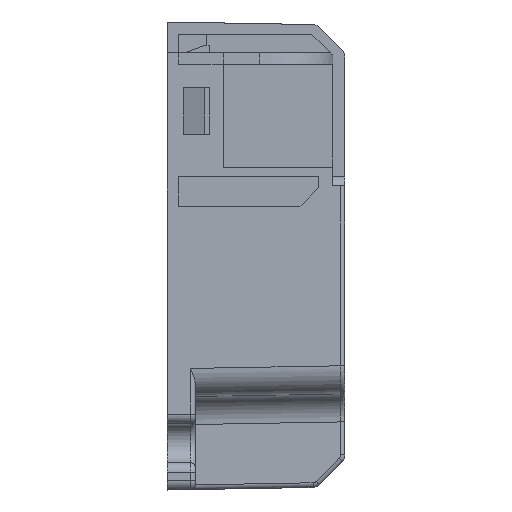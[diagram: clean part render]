
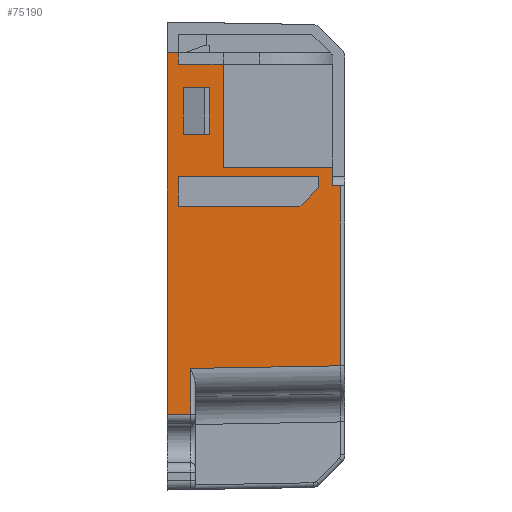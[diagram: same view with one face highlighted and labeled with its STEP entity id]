
A CAD part, left-side view. The second image highlights one B-rep face of the part: STEP entity #75190.
In plain terms, the highlighted face is planar.
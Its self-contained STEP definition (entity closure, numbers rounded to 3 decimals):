
#40010=CARTESIAN_POINT('',(-39.7,0.,-21.7));
#40020=VERTEX_POINT('',#40010);
#40050=CARTESIAN_POINT('',(-39.7,0.,16.9));
#40060=DIRECTION('',(0.,0.,-1.));
#40070=VECTOR('',#40060,1.);
#40080=LINE('',#40050,#40070);
#40090=CARTESIAN_POINT('',(-39.7,0.,16.9));
#40100=VERTEX_POINT('',#40090);
#40110=EDGE_CURVE('',#40100,#40020,#40080,.T.);
#71640=CARTESIAN_POINT('',(-39.656,2.509,
16.9));
#71650=VERTEX_POINT('',#71640);
#73540=CARTESIAN_POINT('',(-39.656,2.509,
16.9));
#73550=DIRECTION('',(-0.017,-1.,0.));
#73560=VECTOR('',#73550,1.);
#73570=LINE('',#73540,#73560);
#73580=EDGE_CURVE('',#71650,#40100,#73570,.T.);
#73640=CARTESIAN_POINT('',(-39.7,0.,-27.205));
#73650=DIRECTION('',(-1.,0.017,0.));
#73660=DIRECTION('',(0.,0.,1.));
#73670=AXIS2_PLACEMENT_3D('',#73640,#73650,#73660);
#73680=PLANE('',#73670);
#73690=CARTESIAN_POINT('',(-39.679,1.2,-20.5));
#73700=DIRECTION('',(0.017,1.,0.));
#73710=VECTOR('',#73700,1.);
#73720=LINE('',#73690,#73710);
#73730=CARTESIAN_POINT('',(-39.679,1.2,-20.5));
#73740=VERTEX_POINT('',#73730);
#73750=CARTESIAN_POINT('',(-39.595,6.,-20.5));
#73760=VERTEX_POINT('',#73750);
#73770=EDGE_CURVE('',#73740,#73760,#73720,.T.);
#73780=ORIENTED_EDGE('',*,*,#73770,.F.);
#73790=CARTESIAN_POINT('',(-39.595,6.,-20.5));
#73800=DIRECTION('',(0.,0.,1.));
#73810=VECTOR('',#73800,1.);
#73820=LINE('',#73790,#73810);
#73830=CARTESIAN_POINT('',(-39.595,6.,-9.5));
#73840=VERTEX_POINT('',#73830);
#73850=EDGE_CURVE('',#73760,#73840,#73820,.T.);
#73860=ORIENTED_EDGE('',*,*,#73850,.F.);
#73870=CARTESIAN_POINT('',(-39.595,6.,-9.5));
#73880=DIRECTION('',(0.017,1.,0.));
#73890=VECTOR('',#73880,1.);
#73900=LINE('',#73870,#73890);
#73910=CARTESIAN_POINT('',(-39.391,17.7,-9.5));
#73920=VERTEX_POINT('',#73910);
#73930=EDGE_CURVE('',#73840,#73920,#73900,.T.);
#73940=ORIENTED_EDGE('',*,*,#73930,.F.);
#73950=CARTESIAN_POINT('',(-39.391,17.7,-9.5));
#73960=DIRECTION('',(0.,0.,1.));
#73970=VECTOR('',#73960,1.);
#73980=LINE('',#73950,#73970);
#73990=CARTESIAN_POINT('',(-39.391,17.7,-7.5));
#74000=VERTEX_POINT('',#73990);
#74010=EDGE_CURVE('',#73920,#74000,#73980,.T.);
#74020=ORIENTED_EDGE('',*,*,#74010,.F.);
#74030=CARTESIAN_POINT('',(-39.377,18.509,-7.5));
#74040=DIRECTION('',(-0.017,-1.,0.));
#74050=VECTOR('',#74040,1.);
#74060=LINE('',#74030,#74050);
#74070=CARTESIAN_POINT('',(-39.377,18.509,-7.5));
#74080=VERTEX_POINT('',#74070);
#74090=EDGE_CURVE('',#74080,#74000,#74060,.T.);
#74100=ORIENTED_EDGE('',*,*,#74090,.T.);
#74110=CARTESIAN_POINT('',(-39.377,18.509,-7.5));
#74120=DIRECTION('',(0.,0.,1.));
#74130=VECTOR('',#74120,1.);
#74140=LINE('',#74110,#74130);
#74150=CARTESIAN_POINT('',(-39.377,18.509,
11.73));
#74160=VERTEX_POINT('',#74150);
#74170=EDGE_CURVE('',#74080,#74160,#74140,.T.);
#74180=ORIENTED_EDGE('',*,*,#74170,.F.);
#74190=CARTESIAN_POINT('',(-39.656,2.509,
12.009));
#74200=DIRECTION('',(0.017,1.,
-0.017));
#74210=VECTOR('',#74200,1.);
#74220=LINE('',#74190,#74210);
#74230=CARTESIAN_POINT('',(-39.656,2.509,
12.009));
#74240=VERTEX_POINT('',#74230);
#74250=EDGE_CURVE('',#74240,#74160,#74220,.T.);
#74260=ORIENTED_EDGE('',*,*,#74250,.T.);
#74270=CARTESIAN_POINT('',(-39.656,2.509,
12.009));
#74280=DIRECTION('',(0.,0.,1.));
#74290=VECTOR('',#74280,1.);
#74300=LINE('',#74270,#74290);
#74310=EDGE_CURVE('',#74240,#71650,#74300,.T.);
#74320=ORIENTED_EDGE('',*,*,#74310,.F.);
#74330=ORIENTED_EDGE('',*,*,#73580,.F.);
#74340=ORIENTED_EDGE('',*,*,#40110,.F.);
#74350=CARTESIAN_POINT('',(-39.7,0.,-21.7));
#74360=DIRECTION('',(0.017,1.,0.));
#74370=VECTOR('',#74360,1.);
#74380=LINE('',#74350,#74370);
#74390=CARTESIAN_POINT('',(-39.679,1.2,-21.7));
#74400=VERTEX_POINT('',#74390);
#74410=EDGE_CURVE('',#40020,#74400,#74380,.T.);
#74420=ORIENTED_EDGE('',*,*,#74410,.F.);
#74430=CARTESIAN_POINT('',(-39.679,1.2,-21.7));
#74440=DIRECTION('',(0.,0.,1.));
#74450=VECTOR('',#74440,1.);
#74460=LINE('',#74430,#74450);
#74470=EDGE_CURVE('',#74400,#73740,#74460,.T.);
#74480=ORIENTED_EDGE('',*,*,#74470,.F.);
#74490=EDGE_LOOP('',(#74480,#74420,#74340,#74330,#74320,#74260,#74180,
#74100,#74020,#73940,#73860,#73780));
#74500=FACE_OUTER_BOUND('',#74490,.T.);
#74510=CARTESIAN_POINT('',(-39.417,16.2,-8.5));
#74520=DIRECTION('',(-0.017,-1.,0.));
#74530=VECTOR('',#74520,1.);
#74540=LINE('',#74510,#74530);
#74550=CARTESIAN_POINT('',(-39.417,16.2,-8.5));
#74560=VERTEX_POINT('',#74550);
#74570=CARTESIAN_POINT('',(-39.679,1.2,-8.5));
#74580=VERTEX_POINT('',#74570);
#74590=EDGE_CURVE('',#74560,#74580,#74540,.T.);
#74600=ORIENTED_EDGE('',*,*,#74590,.F.);
#74610=CARTESIAN_POINT('',(-39.679,1.2,-8.5));
#74620=DIRECTION('',(0.,0.,1.));
#74630=VECTOR('',#74620,1.);
#74640=LINE('',#74610,#74630);
#74650=CARTESIAN_POINT('',(-39.679,1.2,-7.3));
#74660=VERTEX_POINT('',#74650);
#74670=EDGE_CURVE('',#74580,#74660,#74640,.T.);
#74680=ORIENTED_EDGE('',*,*,#74670,.F.);
#74690=CARTESIAN_POINT('',(-39.679,1.2,-7.3));
#74700=DIRECTION('',(0.017,1.,0.));
#74710=VECTOR('',#74700,1.);
#74720=LINE('',#74690,#74710);
#74730=CARTESIAN_POINT('',(-39.417,16.2,-7.3));
#74740=VERTEX_POINT('',#74730);
#74750=EDGE_CURVE('',#74660,#74740,#74720,.T.);
#74760=ORIENTED_EDGE('',*,*,#74750,.F.);
#74770=CARTESIAN_POINT('',(-39.417,16.2,-7.3));
#74780=DIRECTION('',(0.,0.,-1.));
#74790=VECTOR('',#74780,1.);
#74800=LINE('',#74770,#74790);
#74810=EDGE_CURVE('',#74740,#74560,#74800,.T.);
#74820=ORIENTED_EDGE('',*,*,#74810,.F.);
#74830=EDGE_LOOP('',(#74820,#74760,#74680,#74600));
#74840=FACE_BOUND('',#74830,.T.);
#74850=CARTESIAN_POINT('',(-39.621,4.5,-13.));
#74860=DIRECTION('',(0.,0.,-1.));
#74870=VECTOR('',#74860,1.);
#74880=LINE('',#74850,#74870);
#74890=CARTESIAN_POINT('',(-39.621,4.5,-13.));
#74900=VERTEX_POINT('',#74890);
#74910=CARTESIAN_POINT('',(-39.621,4.5,-18.));
#74920=VERTEX_POINT('',#74910);
#74930=EDGE_CURVE('',#74900,#74920,#74880,.T.);
#74940=ORIENTED_EDGE('',*,*,#74930,.F.);
#74950=CARTESIAN_POINT('',(-39.621,4.5,-18.));
#74960=DIRECTION('',(-0.017,-1.,0.));
#74970=VECTOR('',#74960,1.);
#74980=LINE('',#74950,#74970);
#74990=CARTESIAN_POINT('',(-39.67,1.72,-18.));
#75000=VERTEX_POINT('',#74990);
#75010=EDGE_CURVE('',#74920,#75000,#74980,.T.);
#75020=ORIENTED_EDGE('',*,*,#75010,.F.);
#75030=CARTESIAN_POINT('',(-39.67,1.72,-13.));
#75040=DIRECTION('',(0.,0.,-1.));
#75050=VECTOR('',#75040,1.);
#75060=LINE('',#75030,#75050);
#75070=CARTESIAN_POINT('',(-39.67,1.72,-13.));
#75080=VERTEX_POINT('',#75070);
#75090=EDGE_CURVE('',#75080,#75000,#75060,.T.);
#75100=ORIENTED_EDGE('',*,*,#75090,.T.);
#75110=CARTESIAN_POINT('',(-39.67,1.72,-13.));
#75120=DIRECTION('',(0.017,1.,0.));
#75130=VECTOR('',#75120,1.);
#75140=LINE('',#75110,#75130);
#75150=EDGE_CURVE('',#75080,#74900,#75140,.T.);
#75160=ORIENTED_EDGE('',*,*,#75150,.F.);
#75170=EDGE_LOOP('',(#75160,#75100,#75020,#74940));
#75180=FACE_BOUND('',#75170,.T.);
#75190=ADVANCED_FACE('',(#74500,#74840,#75180),#73680,.T.);
